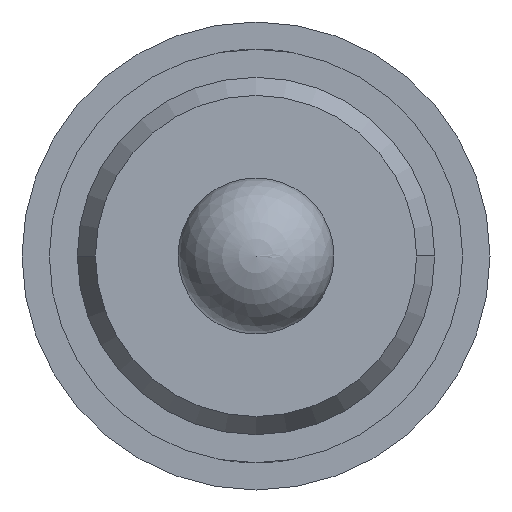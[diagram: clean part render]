
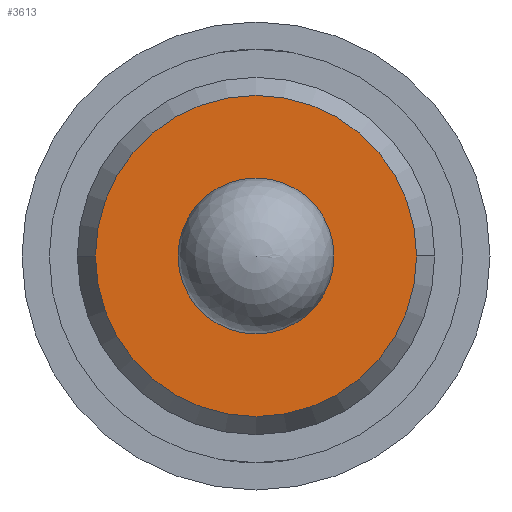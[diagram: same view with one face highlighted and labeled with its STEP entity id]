
A CAD part, front view. The second image highlights one B-rep face of the part: STEP entity #3613.
In plain terms, the highlighted planar face has unit normal (0, -1, 0).
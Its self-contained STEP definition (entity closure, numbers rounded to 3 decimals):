
#29 = VERTEX_POINT ( 'NONE', #1149 ) ;
#130 = CIRCLE ( 'NONE', #3383, 1.03 ) ;
#241 = CARTESIAN_POINT ( 'NONE',  ( 0., -28.6, 0. ) ) ;
#259 = DIRECTION ( 'NONE',  ( 0., 1., 0. ) ) ;
#311 = ORIENTED_EDGE ( 'NONE', *, *, #3750, .T. ) ;
#346 = DIRECTION ( 'NONE',  ( 0., 1., 0. ) ) ;
#467 = AXIS2_PLACEMENT_3D ( 'NONE', #3558, #4019, #1125 ) ;
#557 = EDGE_CURVE ( 'Defeature ausgef�hrt1_22+Defeature ausgef�hrt1_26+Defeature ausgef�hrt1_26+Defeature ausgef�hrt1_26', #3471, #4296, #931, .T. ) ;
#610 = FACE_OUTER_BOUND ( 'NONE', #2071, .T. ) ;
#747 = DIRECTION ( 'NONE',  ( 1., 0., 0. ) ) ;
#766 = PLANE ( 'NONE',  #467 ) ;
#819 = DIRECTION ( 'NONE',  ( 0., -1., 0. ) ) ;
#931 = CIRCLE ( 'NONE', #3975, 0.5 ) ;
#945 = CARTESIAN_POINT ( 'NONE',  ( 0., -28.6, 0.5 ) ) ;
#1072 = EDGE_CURVE ( 'Defeature ausgef�hrt1_22+Defeature ausgef�hrt1_24+Defeature ausgef�hrt1_24+Defeature ausgef�hrt1_24', #3687, #29, #130, .T. ) ;
#1125 = DIRECTION ( 'NONE',  ( 1., 0., 0. ) ) ;
#1149 = CARTESIAN_POINT ( 'NONE',  ( 1.03, -28.6, 0. ) ) ;
#1276 = CARTESIAN_POINT ( 'NONE',  ( 0., -28.6, 0. ) ) ;
#1513 = DIRECTION ( 'NONE',  ( 0., -1., 0. ) ) ;
#1529 = CARTESIAN_POINT ( 'NONE',  ( 0., -28.6, 0. ) ) ;
#1642 = DIRECTION ( 'NONE',  ( 1., 0., 0. ) ) ;
#2071 = EDGE_LOOP ( 'NONE', ( #4292, #311 ) ) ;
#2100 = FACE_BOUND ( 'NONE', #2466, .T. ) ;
#2249 = EDGE_CURVE ( 'Defeature ausgef�hrt1_22+Defeature ausgef�hrt1_26+Defeature ausgef�hrt1_26+Defeature ausgef�hrt1_26', #4296, #3471, #4521, .T. ) ;
#2296 = DIRECTION ( 'NONE',  ( 0., 0., -1. ) ) ;
#2331 = AXIS2_PLACEMENT_3D ( 'NONE', #1276, #819, #1642 ) ;
#2466 = EDGE_LOOP ( 'NONE', ( #3239, #2778 ) ) ;
#2732 = AXIS2_PLACEMENT_3D ( 'NONE', #241, #259, #2996 ) ;
#2778 = ORIENTED_EDGE ( 'NONE', *, *, #2249, .T. ) ;
#2996 = DIRECTION ( 'NONE',  ( 0., 0., -1. ) ) ;
#3239 = ORIENTED_EDGE ( 'NONE', *, *, #557, .T. ) ;
#3383 = AXIS2_PLACEMENT_3D ( 'NONE', #1529, #1513, #747 ) ;
#3471 = VERTEX_POINT ( 'NONE', #945 ) ;
#3544 = CARTESIAN_POINT ( 'NONE',  ( -1.03, -28.6, 0. ) ) ;
#3558 = CARTESIAN_POINT ( 'NONE',  ( -1.145, -28.6, 0. ) ) ;
#3613 = ADVANCED_FACE ( 'Defeature ausgef�hrt1_22', ( #2100, #610 ), #766, .T. ) ;
#3687 = VERTEX_POINT ( 'NONE', #3544 ) ;
#3750 = EDGE_CURVE ( 'Defeature ausgef�hrt1_22+Defeature ausgef�hrt1_24+Defeature ausgef�hrt1_24+Defeature ausgef�hrt1_24', #29, #3687, #4128, .T. ) ;
#3895 = CARTESIAN_POINT ( 'NONE',  ( 0., -28.6, 0. ) ) ;
#3975 = AXIS2_PLACEMENT_3D ( 'NONE', #3895, #346, #2296 ) ;
#4019 = DIRECTION ( 'NONE',  ( 0., -1., 0. ) ) ;
#4065 = CARTESIAN_POINT ( 'NONE',  ( 0., -28.6, -0.5 ) ) ;
#4128 = CIRCLE ( 'NONE', #2331, 1.03 ) ;
#4292 = ORIENTED_EDGE ( 'NONE', *, *, #1072, .T. ) ;
#4296 = VERTEX_POINT ( 'NONE', #4065 ) ;
#4521 = CIRCLE ( 'NONE', #2732, 0.5 ) ;
